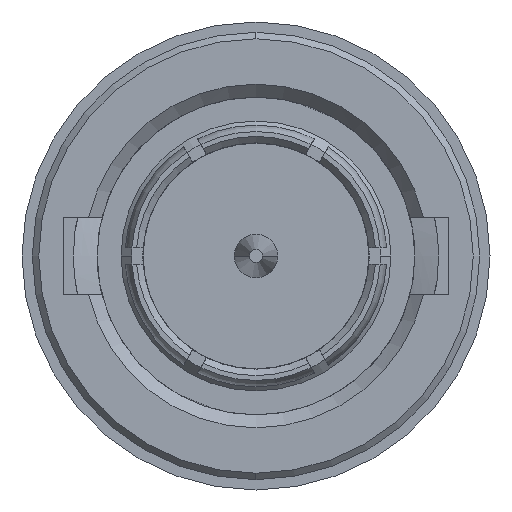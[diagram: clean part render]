
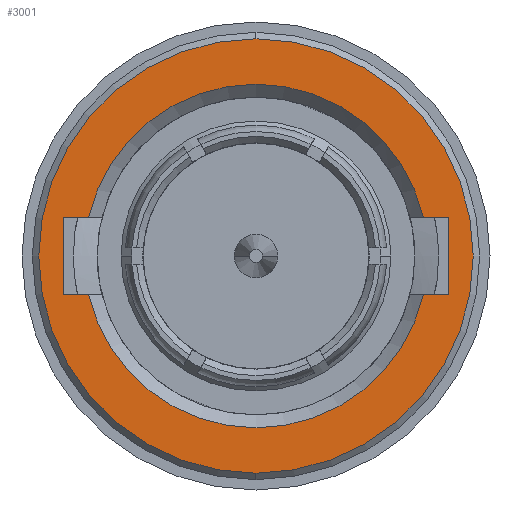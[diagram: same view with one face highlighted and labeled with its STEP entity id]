
A CAD part, left-side view. The second image highlights one B-rep face of the part: STEP entity #3001.
In plain terms, the highlighted planar face has unit normal (-1, 0, 0).
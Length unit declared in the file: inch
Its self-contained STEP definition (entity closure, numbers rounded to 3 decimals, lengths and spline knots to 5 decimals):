
#566=CARTESIAN_POINT('',(-0.02756,0.,0.));
#567=DIRECTION('',(-1.,0.,0.));
#568=DIRECTION('',(0.,0.,1.));
#569=AXIS2_PLACEMENT_3D('',#566,#567,#568);
#571=CARTESIAN_POINT('',(-0.02756,0.,0.));
#572=DIRECTION('',(-1.,0.,0.));
#573=DIRECTION('',(0.,0.,-1.));
#574=AXIS2_PLACEMENT_3D('',#571,#572,#573);
#576=DIRECTION('',(0.,-1.,0.));
#577=VECTOR('',#576,0.03009);
#578=CARTESIAN_POINT('',(-0.02756,-0.20391,-0.047));
#579=LINE('',#578,#577);
#580=DIRECTION('',(0.,0.,1.));
#581=VECTOR('',#580,0.094);
#582=CARTESIAN_POINT('',(-0.02756,-0.234,-0.047));
#583=LINE('',#582,#581);
#584=DIRECTION('',(0.,1.,0.));
#585=VECTOR('',#584,0.03009);
#586=CARTESIAN_POINT('',(-0.02756,-0.234,0.047));
#587=LINE('',#586,#585);
#588=DIRECTION('',(0.,1.,0.));
#589=VECTOR('',#588,0.03009);
#590=CARTESIAN_POINT('',(-0.02756,0.20391,0.047));
#591=LINE('',#590,#589);
#592=DIRECTION('',(0.,0.,-1.));
#593=VECTOR('',#592,0.094);
#594=CARTESIAN_POINT('',(-0.02756,0.234,0.047));
#595=LINE('',#594,#593);
#596=DIRECTION('',(0.,-1.,0.));
#597=VECTOR('',#596,0.03009);
#598=CARTESIAN_POINT('',(-0.02756,0.234,-0.047));
#599=LINE('',#598,#597);
#885=CARTESIAN_POINT('',(-0.02756,0.,0.));
#886=DIRECTION('',(1.,0.,0.));
#887=DIRECTION('',(0.,0.974,0.225));
#888=AXIS2_PLACEMENT_3D('',#885,#886,#887);
#890=CARTESIAN_POINT('',(-0.02756,0.,0.));
#891=DIRECTION('',(1.,0.,0.));
#892=DIRECTION('',(0.,-0.974,-0.225));
#893=AXIS2_PLACEMENT_3D('',#890,#891,#892);
#2069=CARTESIAN_POINT('',(-0.02756,0.20391,0.047));
#2070=CARTESIAN_POINT('',(-0.02756,0.234,0.047));
#2071=VERTEX_POINT('',#2069);
#2072=VERTEX_POINT('',#2070);
#2073=CARTESIAN_POINT('',(-0.02756,0.234,-0.047));
#2074=VERTEX_POINT('',#2073);
#2075=CARTESIAN_POINT('',(-0.02756,0.20391,-0.047));
#2076=VERTEX_POINT('',#2075);
#2083=CARTESIAN_POINT('',(-0.02756,-0.20391,-0.047));
#2084=CARTESIAN_POINT('',(-0.02756,-0.234,-0.047));
#2085=VERTEX_POINT('',#2083);
#2086=VERTEX_POINT('',#2084);
#2087=CARTESIAN_POINT('',(-0.02756,-0.234,0.047));
#2088=VERTEX_POINT('',#2087);
#2089=CARTESIAN_POINT('',(-0.02756,-0.20391,0.047));
#2090=VERTEX_POINT('',#2089);
#2127=CARTESIAN_POINT('',(-0.02756,0.,0.26457));
#2128=CARTESIAN_POINT('',(-0.02756,0.,-0.26457));
#2129=VERTEX_POINT('',#2127);
#2130=VERTEX_POINT('',#2128);
#2975=CARTESIAN_POINT('',(-0.02756,0.,0.));
#2976=DIRECTION('',(1.,0.,0.));
#2977=DIRECTION('',(0.,0.,1.));
#2978=AXIS2_PLACEMENT_3D('',#2975,#2976,#2977);
#2979=PLANE('',#2978);
#2981=ORIENTED_EDGE('',*,*,#2980,.F.);
#2982=ORIENTED_EDGE('',*,*,#2965,.F.);
#2983=EDGE_LOOP('',(#2981,#2982));
#2984=FACE_OUTER_BOUND('',#2983,.F.);
#2985=ORIENTED_EDGE('',*,*,#2709,.T.);
#2987=ORIENTED_EDGE('',*,*,#2986,.T.);
#2989=ORIENTED_EDGE('',*,*,#2988,.T.);
#2991=ORIENTED_EDGE('',*,*,#2990,.F.);
#2993=ORIENTED_EDGE('',*,*,#2992,.T.);
#2995=ORIENTED_EDGE('',*,*,#2994,.T.);
#2996=ORIENTED_EDGE('',*,*,#2870,.T.);
#2998=ORIENTED_EDGE('',*,*,#2997,.F.);
#2999=EDGE_LOOP('',(#2985,#2987,#2989,#2991,#2993,#2995,#2996,#2998));
#3000=FACE_BOUND('',#2999,.F.);
#3001=ADVANCED_FACE('',(#2984,#3000),#2979,.F.);
#570=CIRCLE('',#569,0.26457);
#575=CIRCLE('',#574,0.26457);
#889=CIRCLE('',#888,0.20925);
#894=CIRCLE('',#893,0.20925);
#2709=EDGE_CURVE('',#2085,#2086,#579,.T.);
#2870=EDGE_CURVE('',#2074,#2076,#599,.T.);
#2965=EDGE_CURVE('',#2130,#2129,#575,.T.);
#2980=EDGE_CURVE('',#2129,#2130,#570,.T.);
#2986=EDGE_CURVE('',#2086,#2088,#583,.T.);
#2988=EDGE_CURVE('',#2088,#2090,#587,.T.);
#2990=EDGE_CURVE('',#2071,#2090,#889,.T.);
#2992=EDGE_CURVE('',#2071,#2072,#591,.T.);
#2994=EDGE_CURVE('',#2072,#2074,#595,.T.);
#2997=EDGE_CURVE('',#2085,#2076,#894,.T.);
